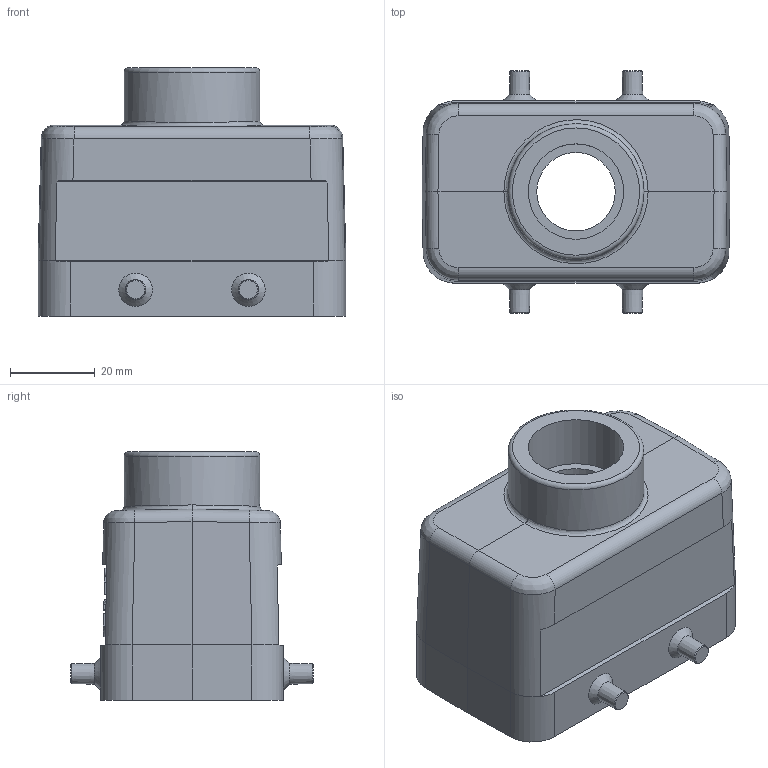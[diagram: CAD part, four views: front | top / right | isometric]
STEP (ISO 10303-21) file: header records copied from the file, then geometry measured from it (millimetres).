
FILE_DESCRIPTION(/* description */ (''),/* implementation_level */ '2;1');
FILE_NAME(/* name */ '100760963ugm000_b.stp',/* time_stamp */ '2019-08-29T11:05:59+02:00',/* author */ (''),/* organization */ (''),/* preprocessor_version */ 'ST-DEVELOPER v16.7',/* originating_system */ 'SIEMENS PLM Software NX 12.0',/* authorisation */ '');
FILE_SCHEMA (('AUTOMOTIVE_DESIGN { 1 0 10303 214 3 1 1 1 }'));
Length unit declared in the file: millimetre
Products named in the file (1): 100760963ugm000_b
Bounding box: 72.6 x 57.2 x 58.5 mm (x, y, z)
Volume: 47331.8 mm3; surface area: 25836.4 mm2
Topology: 1 solids, 1 shells, 230 faces, 595 edges, 394 vertices
Faces by surface type: plane 149, cylinder 43, bspline 18, cone 18, torus 2
Full cylindrical faces by diameter (mm): 18.5 x1, 22.5 x1, 32 x1
Entity records: 8673 total; most frequent: CARTESIAN_POINT 2555, ORIENTED_EDGE 1122, DIRECTION 1037, EDGE_CURVE 561, VERTEX_POINT 382, LINE 375, VECTOR 375, AXIS2_PLACEMENT_3D 331
